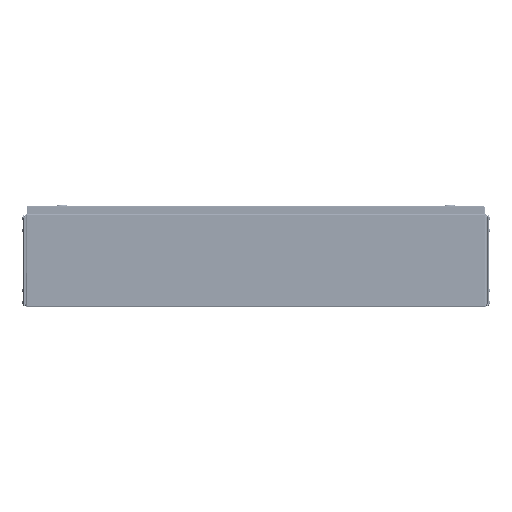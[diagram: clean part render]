
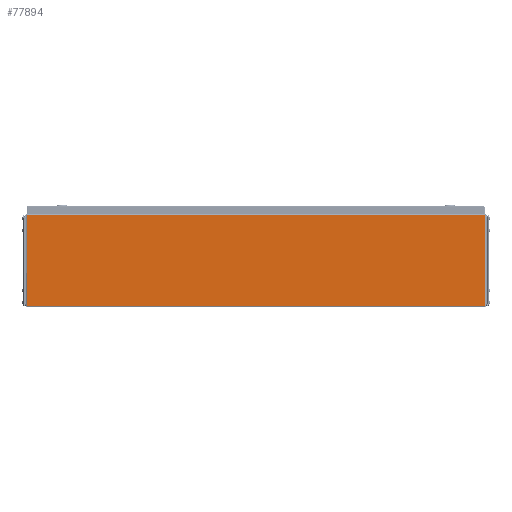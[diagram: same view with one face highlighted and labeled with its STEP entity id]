
A CAD part, left-side view. The second image highlights one B-rep face of the part: STEP entity #77894.
In plain terms, the highlighted planar face has unit normal (-1, 0, 0).
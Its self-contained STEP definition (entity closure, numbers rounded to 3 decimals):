
#23 = VERTEX_POINT ( 'NONE', #13830 ) ;
#1602 = EDGE_CURVE ( 'NONE', #5461, #23, #78844, .T. ) ;
#4418 = CARTESIAN_POINT ( 'NONE',  ( -300., -570.5, 1. ) ) ;
#5222 = EDGE_CURVE ( 'NONE', #5461, #18730, #38188, .T. ) ;
#5461 = VERTEX_POINT ( 'NONE', #4418 ) ;
#11175 = DIRECTION ( 'NONE',  ( 0., 1., 0. ) ) ;
#11417 = LINE ( 'NONE', #71660, #78614 ) ;
#13830 = CARTESIAN_POINT ( 'NONE',  ( -300., -570.5, 227.5 ) ) ;
#18730 = VERTEX_POINT ( 'NONE', #71459 ) ;
#20386 = LINE ( 'NONE', #47400, #39435 ) ;
#28582 = DIRECTION ( 'NONE',  ( 1., 0., 0. ) ) ;
#31442 = CARTESIAN_POINT ( 'NONE',  ( -300., 570.5, 227.5 ) ) ;
#32498 = EDGE_CURVE ( 'NONE', #50807, #18730, #11417, .T. ) ;
#37023 = FACE_OUTER_BOUND ( 'NONE', #73779, .T. ) ;
#37878 = ORIENTED_EDGE ( 'NONE', *, *, #32498, .T. ) ;
#38188 = LINE ( 'NONE', #44828, #67316 ) ;
#39435 = VECTOR ( 'NONE', #74431, 1000. ) ;
#44203 = DIRECTION ( 'NONE',  ( 0., 0., -1. ) ) ;
#44828 = CARTESIAN_POINT ( 'NONE',  ( -300., 570.5, 1. ) ) ;
#45238 = EDGE_CURVE ( 'NONE', #23, #50807, #20386, .T. ) ;
#47400 = CARTESIAN_POINT ( 'NONE',  ( -300., -570.5, 227.5 ) ) ;
#49455 = CARTESIAN_POINT ( 'NONE',  ( -300., 0., 0. ) ) ;
#50807 = VERTEX_POINT ( 'NONE', #31442 ) ;
#62261 = ORIENTED_EDGE ( 'NONE', *, *, #5222, .F. ) ;
#62864 = ORIENTED_EDGE ( 'NONE', *, *, #45238, .T. ) ;
#63584 = PLANE ( 'NONE',  #71223 ) ;
#67316 = VECTOR ( 'NONE', #11175, 1000. ) ;
#69366 = DIRECTION ( 'NONE',  ( 0., 0., -1. ) ) ;
#71223 = AXIS2_PLACEMENT_3D ( 'NONE', #49455, #28582, #69366 ) ;
#71459 = CARTESIAN_POINT ( 'NONE',  ( -300., 570.5, 1. ) ) ;
#71660 = CARTESIAN_POINT ( 'NONE',  ( -300., 570.5, 0. ) ) ;
#73779 = EDGE_LOOP ( 'NONE', ( #62864, #37878, #62261, #79911 ) ) ;
#73974 = CARTESIAN_POINT ( 'NONE',  ( -300., -570.5, 0. ) ) ;
#74431 = DIRECTION ( 'NONE',  ( 0., 1., 0. ) ) ;
#77894 = ADVANCED_FACE ( 'NONE', ( #37023 ), #63584, .F. ) ;
#78614 = VECTOR ( 'NONE', #44203, 1000. ) ;
#78844 = LINE ( 'NONE', #73974, #79709 ) ;
#79709 = VECTOR ( 'NONE', #87214, 1000. ) ;
#79911 = ORIENTED_EDGE ( 'NONE', *, *, #1602, .T. ) ;
#87214 = DIRECTION ( 'NONE',  ( 0., 0., 1. ) ) ;
